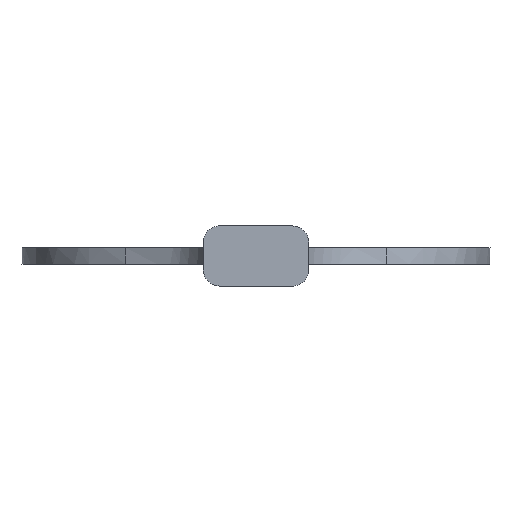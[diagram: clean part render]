
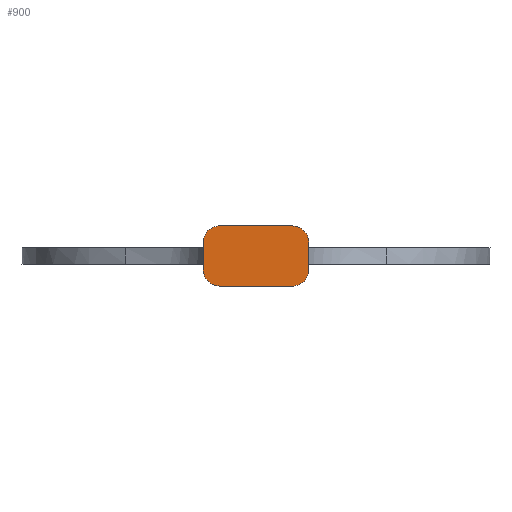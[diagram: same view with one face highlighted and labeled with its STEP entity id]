
A CAD part, left-side view. The second image highlights one B-rep face of the part: STEP entity #900.
In plain terms, the highlighted planar face has unit normal (-1, 0, 0).
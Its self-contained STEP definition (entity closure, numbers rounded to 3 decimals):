
#49=LINE('',#2654,#87);
#57=LINE('',#3016,#95);
#59=LINE('',#3340,#97);
#60=LINE('',#3365,#98);
#87=VECTOR('',#1011,10.);
#95=VECTOR('',#1023,10.);
#97=VECTOR('',#1027,10.);
#98=VECTOR('',#1028,10.);
#115=PLANE('',#952);
#153=FACE_OUTER_BOUND('',#204,.T.);
#204=EDGE_LOOP('',(#725,#726,#727,#728,#729,#730,#731,#732));
#311=B_SPLINE_CURVE_WITH_KNOTS('',3,(#3326,#3327,#3328,#3329,#3330,#3331,
#3332,#3333,#3334,#3335,#3336,#3337),.UNSPECIFIED.,.F.,.F.,(4,2,2,2,2,4),
(0.,0.231,0.464,0.701,0.826,
0.95),.UNSPECIFIED.);
#312=B_SPLINE_CURVE_WITH_KNOTS('',3,(#3341,#3342,#3343,#3344,#3345,#3346,
#3347,#3348,#3349,#3350),.UNSPECIFIED.,.F.,.F.,(4,2,2,2,4),(0.,0.239,
0.478,0.714,0.951),.UNSPECIFIED.);
#313=B_SPLINE_CURVE_WITH_KNOTS('',3,(#3352,#3353,#3354,#3355,#3356,#3357,
#3358,#3359,#3360,#3361,#3362,#3363),.UNSPECIFIED.,.F.,.F.,(4,2,2,2,2,4),
(0.,0.231,0.464,0.701,0.826,
0.95),.UNSPECIFIED.);
#314=B_SPLINE_CURVE_WITH_KNOTS('',3,(#3366,#3367,#3368,#3369,#3370,#3371,
#3372,#3373,#3374,#3375),.UNSPECIFIED.,.F.,.F.,(4,2,2,2,4),(0.,0.239,
0.478,0.714,0.951),.UNSPECIFIED.);
#385=VERTEX_POINT('',#2635);
#386=VERTEX_POINT('',#2653);
#398=VERTEX_POINT('',#2995);
#399=VERTEX_POINT('',#3015);
#402=VERTEX_POINT('',#3306);
#403=VERTEX_POINT('',#3339);
#404=VERTEX_POINT('',#3351);
#405=VERTEX_POINT('',#3364);
#499=EDGE_CURVE('',#385,#386,#49,.T.);
#521=EDGE_CURVE('',#398,#399,#57,.T.);
#528=EDGE_CURVE('',#402,#398,#311,.T.);
#529=EDGE_CURVE('',#403,#402,#59,.T.);
#530=EDGE_CURVE('',#386,#403,#312,.T.);
#531=EDGE_CURVE('',#404,#385,#313,.T.);
#532=EDGE_CURVE('',#404,#405,#60,.T.);
#533=EDGE_CURVE('',#399,#405,#314,.T.);
#725=ORIENTED_EDGE('',*,*,#528,.F.);
#726=ORIENTED_EDGE('',*,*,#529,.F.);
#727=ORIENTED_EDGE('',*,*,#530,.F.);
#728=ORIENTED_EDGE('',*,*,#499,.F.);
#729=ORIENTED_EDGE('',*,*,#531,.F.);
#730=ORIENTED_EDGE('',*,*,#532,.T.);
#731=ORIENTED_EDGE('',*,*,#533,.F.);
#732=ORIENTED_EDGE('',*,*,#521,.F.);
#900=ADVANCED_FACE('',(#153),#115,.T.);
#952=AXIS2_PLACEMENT_3D('',#3338,#1025,#1026);
#1011=DIRECTION('',(0.,1.,0.));
#1023=DIRECTION('',(0.,-1.,0.));
#1025=DIRECTION('center_axis',(-1.,0.,0.));
#1026=DIRECTION('ref_axis',(0.,-1.,0.));
#1027=DIRECTION('',(0.,0.,1.));
#1028=DIRECTION('',(0.,0.,1.));
#2635=CARTESIAN_POINT('',(-162.601,5.274,-11.));
#2653=CARTESIAN_POINT('',(-162.601,31.726,-11.));
#2654=CARTESIAN_POINT('',(-162.601,20.,-11.));
#2995=CARTESIAN_POINT('',(-162.601,31.726,11.));
#3015=CARTESIAN_POINT('',(-162.601,5.274,11.));
#3016=CARTESIAN_POINT('',(-162.601,20.,11.));
#3306=CARTESIAN_POINT('',(-162.601,37.8,5.));
#3326=CARTESIAN_POINT('Ctrl Pts',(-162.601,37.8,5.));
#3327=CARTESIAN_POINT('Ctrl Pts',(-162.601,37.8,5.771));
#3328=CARTESIAN_POINT('Ctrl Pts',(-162.601,37.649,6.534));
#3329=CARTESIAN_POINT('Ctrl Pts',(-162.601,37.062,7.967));
#3330=CARTESIAN_POINT('Ctrl Pts',(-162.601,36.63,8.621));
#3331=CARTESIAN_POINT('Ctrl Pts',(-162.601,35.533,9.739));
#3332=CARTESIAN_POINT('Ctrl Pts',(-162.601,34.876,10.188));
#3333=CARTESIAN_POINT('Ctrl Pts',(-162.601,33.77,10.664));
#3334=CARTESIAN_POINT('Ctrl Pts',(-162.601,33.372,10.79));
#3335=CARTESIAN_POINT('Ctrl Pts',(-162.601,32.557,10.958));
#3336=CARTESIAN_POINT('Ctrl Pts',(-162.601,32.142,11.));
#3337=CARTESIAN_POINT('Ctrl Pts',(-162.601,31.726,11.));
#3338=CARTESIAN_POINT('Origin',(-162.601,37.8,0.));
#3339=CARTESIAN_POINT('',(-162.601,37.8,-5.));
#3340=CARTESIAN_POINT('',(-162.601,37.8,0.));
#3341=CARTESIAN_POINT('Ctrl Pts',(-162.601,31.726,-11.));
#3342=CARTESIAN_POINT('Ctrl Pts',(-162.601,32.524,-11.));
#3343=CARTESIAN_POINT('Ctrl Pts',(-162.601,33.315,-10.844));
#3344=CARTESIAN_POINT('Ctrl Pts',(-162.601,34.79,-10.239));
#3345=CARTESIAN_POINT('Ctrl Pts',(-162.601,35.46,-9.796));
#3346=CARTESIAN_POINT('Ctrl Pts',(-162.601,36.583,-8.684));
#3347=CARTESIAN_POINT('Ctrl Pts',(-162.601,37.028,-8.028));
#3348=CARTESIAN_POINT('Ctrl Pts',(-162.601,37.641,-6.575));
#3349=CARTESIAN_POINT('Ctrl Pts',(-162.601,37.8,-5.792));
#3350=CARTESIAN_POINT('Ctrl Pts',(-162.601,37.8,-5.));
#3351=CARTESIAN_POINT('',(-162.601,-0.8,-5.));
#3352=CARTESIAN_POINT('Ctrl Pts',(-162.601,-0.8,-5.));
#3353=CARTESIAN_POINT('Ctrl Pts',(-162.601,-0.8,-5.771));
#3354=CARTESIAN_POINT('Ctrl Pts',(-162.601,-0.649,-6.534));
#3355=CARTESIAN_POINT('Ctrl Pts',(-162.601,-0.062,-7.967));
#3356=CARTESIAN_POINT('Ctrl Pts',(-162.601,0.37,-8.621));
#3357=CARTESIAN_POINT('Ctrl Pts',(-162.601,1.467,-9.739));
#3358=CARTESIAN_POINT('Ctrl Pts',(-162.601,2.124,-10.188));
#3359=CARTESIAN_POINT('Ctrl Pts',(-162.601,3.23,-10.664));
#3360=CARTESIAN_POINT('Ctrl Pts',(-162.601,3.628,-10.79));
#3361=CARTESIAN_POINT('Ctrl Pts',(-162.601,4.443,-10.958));
#3362=CARTESIAN_POINT('Ctrl Pts',(-162.601,4.858,-11.));
#3363=CARTESIAN_POINT('Ctrl Pts',(-162.601,5.274,-11.));
#3364=CARTESIAN_POINT('',(-162.601,-0.8,5.));
#3365=CARTESIAN_POINT('',(-162.601,-0.8,0.));
#3366=CARTESIAN_POINT('Ctrl Pts',(-162.601,5.274,11.));
#3367=CARTESIAN_POINT('Ctrl Pts',(-162.601,4.476,11.));
#3368=CARTESIAN_POINT('Ctrl Pts',(-162.601,3.685,10.844));
#3369=CARTESIAN_POINT('Ctrl Pts',(-162.601,2.21,10.239));
#3370=CARTESIAN_POINT('Ctrl Pts',(-162.601,1.54,9.796));
#3371=CARTESIAN_POINT('Ctrl Pts',(-162.601,0.417,8.684));
#3372=CARTESIAN_POINT('Ctrl Pts',(-162.601,-0.028,
8.028));
#3373=CARTESIAN_POINT('Ctrl Pts',(-162.601,-0.641,6.575));
#3374=CARTESIAN_POINT('Ctrl Pts',(-162.601,-0.8,5.792));
#3375=CARTESIAN_POINT('Ctrl Pts',(-162.601,-0.8,5.));
